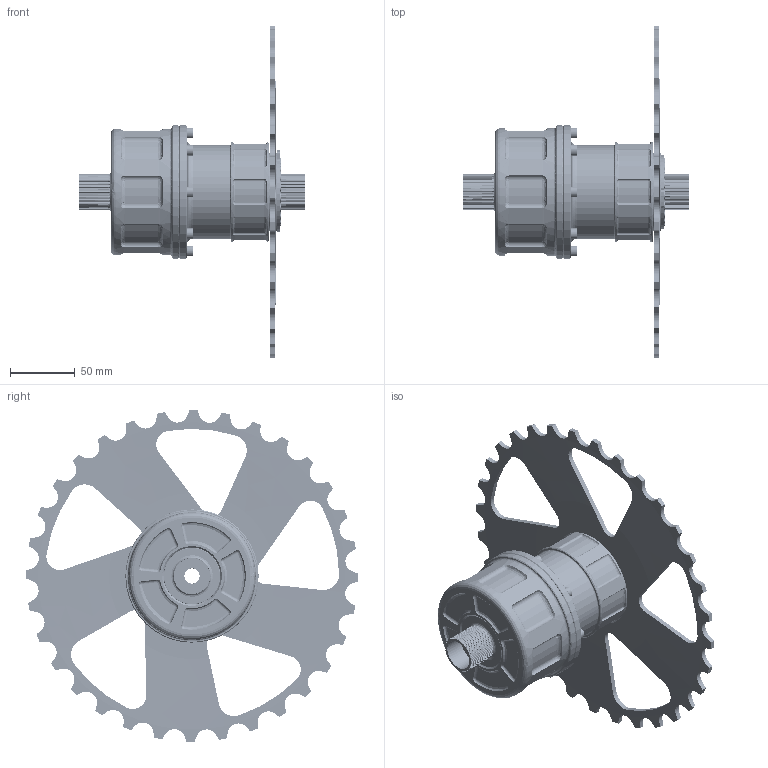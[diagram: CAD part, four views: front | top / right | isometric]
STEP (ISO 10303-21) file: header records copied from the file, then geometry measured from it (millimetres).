
FILE_DESCRIPTION(('FreeCAD Model'),'2;1');
FILE_NAME('Open CASCADE Shape Model','2025-05-04T17:23:55',('FreeCAD'),( 'FreeCAD'),'Open CASCADE STEP processor 7.6','FreeCAD','Unknown');
FILE_SCHEMA(('AUTOMOTIVE_DESIGN { 1 0 10303 214 1 1 1 1 }'));
Products named in the file (1): Open CASCADE STEP translator 7.6 1
Bounding box: 174.67 x 255.96 x 255.96 mm (x, y, z)
Volume: 630229.9 mm3; surface area: 445492.9 mm2
Topology: 92 solids, 115 shells, 6516 faces, 16901 edges, 10639 vertices
Faces by surface type: bspline 6516
Entity records: 268461 total; most frequent: CARTESIAN_POINT 175939, ORIENTED_EDGE 33530, EDGE_CURVE 16811, VERTEX_POINT 10639, B_SPLINE_CURVE_WITH_KNOTS 9420, FACE_BOUND 6900, EDGE_LOOP 6900, ADVANCED_FACE 6516
